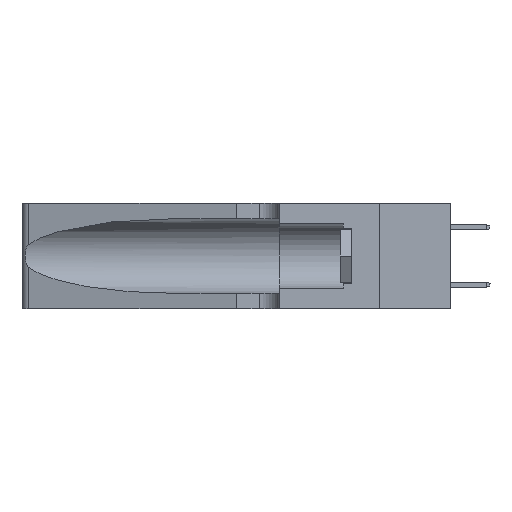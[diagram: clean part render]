
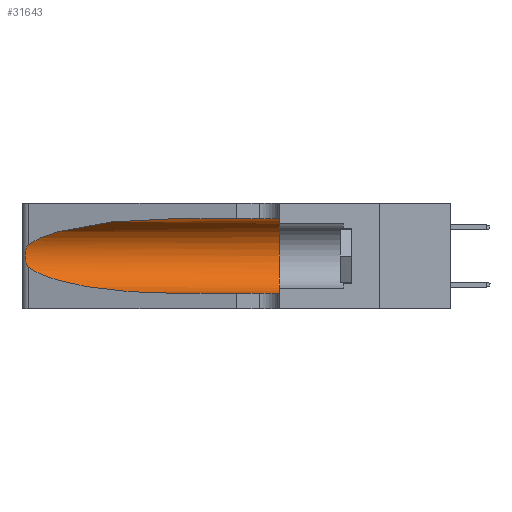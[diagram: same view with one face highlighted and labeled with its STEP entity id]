
A CAD part, left-side view. The second image highlights one B-rep face of the part: STEP entity #31643.
In plain terms, the highlighted cylindrical face has radius 3.308 mm (diameter 6.617 mm), a partial arc.
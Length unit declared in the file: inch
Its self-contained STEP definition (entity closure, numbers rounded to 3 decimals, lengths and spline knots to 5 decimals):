
#566 = CARTESIAN_POINT ( 'NONE',  ( 0.26017, 1.23833, 0.17102 ) ) ;
#625 = DIRECTION ( 'NONE',  ( 0., -1., 0. ) ) ;
#749 = CARTESIAN_POINT ( 'NONE',  ( 0.26075, 1.23896, 0.178 ) ) ;
#913 = CARTESIAN_POINT ( 'NONE',  ( 0.25787, 1.23484, 0.2124 ) ) ;
#1085 = CARTESIAN_POINT ( 'NONE',  ( 0.26075, 1.23896, 0.19203 ) ) ;
#1454 = CARTESIAN_POINT ( 'NONE',  ( 0.25487, 1.22718, 0.22369 ) ) ;
#2163 = CARTESIAN_POINT ( 'NONE',  ( 0.2373, 1.15595, 0.08982 ) ) ;
#2317 = CARTESIAN_POINT ( 'NONE',  ( 0.1305, 1.61858, 0.31525 ) ) ;
#3152 = CARTESIAN_POINT ( 'NONE',  ( 0.1305, 1.61858, 0.05475 ) ) ;
#3749 = CARTESIAN_POINT ( 'NONE',  ( 0.25856, 1.23593, 0.16098 ) ) ;
#3931 = CARTESIAN_POINT ( 'NONE',  ( 0.25555, 1.22993, 0.14849 ) ) ;
#4129 = CARTESIAN_POINT ( 'NONE',  ( 0.2373, 1.15595, 0.28018 ) ) ;
#4339 = EDGE_CURVE ( 'NONE', #10439, #25297, #14361, .T. ) ;
#4400 = CARTESIAN_POINT ( 'NONE',  ( 0.1305, 0.72297, 0.05475 ) ) ;
#4456 = ORIENTED_EDGE ( 'NONE', *, *, #4339, .F. ) ;
#4540 = VERTEX_POINT ( 'NONE', #4400 ) ;
#6088 = CARTESIAN_POINT ( 'NONE',  ( 0.25487, 1.22718, 0.14631 ) ) ;
#6606 = VERTEX_POINT ( 'NONE', #13466 ) ;
#6811 = CARTESIAN_POINT ( 'NONE',  ( 0.1305, 0.72297, 0.31525 ) ) ;
#7150 = DIRECTION ( 'NONE',  ( 0., 1., 0. ) ) ;
#7733 = EDGE_CURVE ( 'NONE', #14858, #6606, #27634, .T. ) ;
#8416 = EDGE_CURVE ( 'NONE', #4540, #25297, #14237, .T. ) ;
#8507 = ORIENTED_EDGE ( 'NONE', *, *, #7733, .T. ) ;
#8544 = VECTOR ( 'NONE', #30652, 39.37008 ) ;
#9193 = FACE_OUTER_BOUND ( 'NONE', #9934, .T. ) ;
#9453 =( BOUNDED_CURVE ( )  B_SPLINE_CURVE ( 3, ( #32853, #2163, #32165, #24666 ),
 .UNSPECIFIED., .F., .T. ) 
 B_SPLINE_CURVE_WITH_KNOTS ( ( 4, 4 ),
 ( 3.44316, 4.71239 ),
 .UNSPECIFIED. ) 
 CURVE ( )  GEOMETRIC_REPRESENTATION_ITEM ( )  RATIONAL_B_SPLINE_CURVE ( ( 1., 0.87, 0.87, 1. ) ) 
 REPRESENTATION_ITEM ( '' )  );
#9898 = AXIS2_PLACEMENT_3D ( 'NONE', #25255, #625, #30797 ) ;
#9934 = EDGE_LOOP ( 'NONE', ( #8507, #28688, #19433, #11125, #4456, #11846 ) ) ;
#10160 = DIRECTION ( 'NONE',  ( 0., -1., 0. ) ) ;
#10439 = VERTEX_POINT ( 'NONE', #23231 ) ;
#11125 = ORIENTED_EDGE ( 'NONE', *, *, #8416, .T. ) ;
#11846 = ORIENTED_EDGE ( 'NONE', *, *, #28422, .F. ) ;
#13095 = CARTESIAN_POINT ( 'NONE',  ( 0.25487, 1.22718, 0.14631 ) ) ;
#13466 = CARTESIAN_POINT ( 'NONE',  ( 0.25487, 1.22718, 0.22369 ) ) ;
#14018 = EDGE_CURVE ( 'NONE', #6606, #27716, #31063, .T. ) ;
#14134 = CARTESIAN_POINT ( 'NONE',  ( 0.25487, 1.22718, 0.22369 ) ) ;
#14237 = LINE ( 'NONE', #3152, #8544 ) ;
#14361 = CIRCLE ( 'NONE', #19515, 0.13025 ) ;
#14858 = VERTEX_POINT ( 'NONE', #6811 ) ;
#15466 = VECTOR ( 'NONE', #10160, 39.37008 ) ;
#16489 = EDGE_CURVE ( 'NONE', #27716, #4540, #9453, .T. ) ;
#17203 = CARTESIAN_POINT ( 'NONE',  ( 0.25555, 1.22994, 0.2215 ) ) ;
#17542 = CARTESIAN_POINT ( 'NONE',  ( 0.26018, 1.23835, 0.19895 ) ) ;
#19433 = ORIENTED_EDGE ( 'NONE', *, *, #16489, .T. ) ;
#19515 = AXIS2_PLACEMENT_3D ( 'NONE', #31630, #7150, #20071 ) ;
#19598 = CYLINDRICAL_SURFACE ( 'NONE', #9898, 0.13025 ) ;
#20071 = DIRECTION ( 'NONE',  ( 0., 0., 1. ) ) ;
#22708 = CARTESIAN_POINT ( 'NONE',  ( 0.25639, 1.23184, 0.21858 ) ) ;
#23231 = CARTESIAN_POINT ( 'NONE',  ( 0.1305, 0.35, 0.31525 ) ) ;
#24287 = LINE ( 'NONE', #2317, #15466 ) ;
#24666 = CARTESIAN_POINT ( 'NONE',  ( 0.1305, 0.72297, 0.05475 ) ) ;
#25021 = CARTESIAN_POINT ( 'NONE',  ( 0.25854, 1.2359, 0.20912 ) ) ;
#25255 = CARTESIAN_POINT ( 'NONE',  ( 0.1305, 1.61858, 0.185 ) ) ;
#25297 = VERTEX_POINT ( 'NONE', #25599 ) ;
#25599 = CARTESIAN_POINT ( 'NONE',  ( 0.1305, 0.35, 0.05475 ) ) ;
#26601 = CARTESIAN_POINT ( 'NONE',  ( 0.18966, 0.96281, 0.31525 ) ) ;
#27634 =( BOUNDED_CURVE ( )  B_SPLINE_CURVE ( 3, ( #29303, #26601, #4129, #1454 ),
 .UNSPECIFIED., .F., .T. ) 
 B_SPLINE_CURVE_WITH_KNOTS ( ( 4, 4 ),
 ( 1.5708, 2.84003 ),
 .UNSPECIFIED. ) 
 CURVE ( )  GEOMETRIC_REPRESENTATION_ITEM ( )  RATIONAL_B_SPLINE_CURVE ( ( 1., 0.87, 0.87, 1. ) ) 
 REPRESENTATION_ITEM ( '' )  );
#27716 = VERTEX_POINT ( 'NONE', #13095 ) ;
#28225 = CARTESIAN_POINT ( 'NONE',  ( 0.25789, 1.23486, 0.15765 ) ) ;
#28422 = EDGE_CURVE ( 'NONE', #14858, #10439, #24287, .T. ) ;
#28688 = ORIENTED_EDGE ( 'NONE', *, *, #14018, .T. ) ;
#29303 = CARTESIAN_POINT ( 'NONE',  ( 0.1305, 0.72297, 0.31525 ) ) ;
#30652 = DIRECTION ( 'NONE',  ( 0., -1., 0. ) ) ;
#30737 = CARTESIAN_POINT ( 'NONE',  ( 0.25639, 1.23186, 0.15144 ) ) ;
#30797 = DIRECTION ( 'NONE',  ( 0., 0., -1. ) ) ;
#31063 = B_SPLINE_CURVE_WITH_KNOTS ( 'NONE', 3,
 ( #14134, #17203, #22708, #913, #25021, #17542, #1085, #749, #566, #3749, #28225, #30737, #3931, #6088 ),
 .UNSPECIFIED., .F., .F.,
 ( 4, 2, 2, 2, 2, 2, 4 ),
 ( 0., 0.00027, 0.00053, 0.00107, 0.0016, 0.00187, 0.00214 ),
 .UNSPECIFIED. ) ;
#31630 = CARTESIAN_POINT ( 'NONE',  ( 0.1305, 0.35, 0.185 ) ) ;
#31643 = ADVANCED_FACE ( 'NONE', ( #9193 ), #19598, .F. ) ;
#32165 = CARTESIAN_POINT ( 'NONE',  ( 0.18966, 0.96281, 0.05475 ) ) ;
#32853 = CARTESIAN_POINT ( 'NONE',  ( 0.25487, 1.22718, 0.14631 ) ) ;
